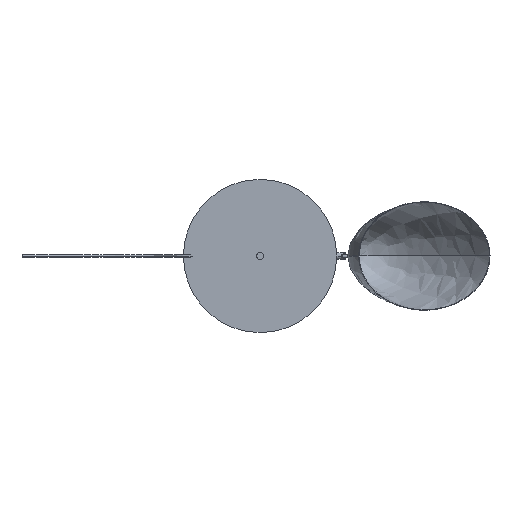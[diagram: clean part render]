
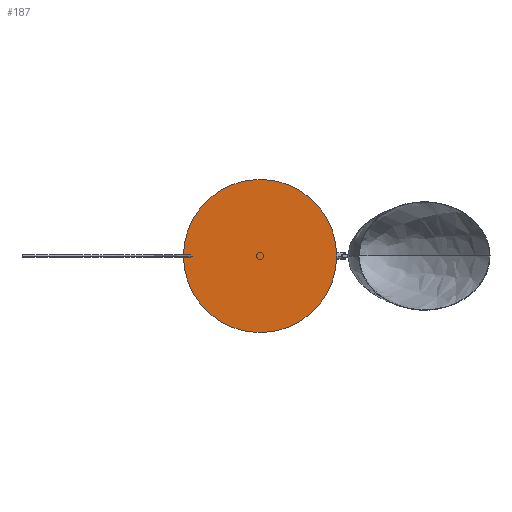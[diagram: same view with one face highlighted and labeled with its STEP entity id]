
A CAD part, front view. The second image highlights one B-rep face of the part: STEP entity #187.
In plain terms, the highlighted planar face has unit normal (0, -1, 0).
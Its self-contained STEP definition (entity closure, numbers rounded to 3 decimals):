
#97 = FACE_OUTER_BOUND ( 'NONE', #641, .T. ) ;
#187 = ADVANCED_FACE ( 'NONE', ( #97 ), #1294, .F. ) ;
#471 = DIRECTION ( 'NONE',  ( 0., 1., 0. ) ) ;
#641 = EDGE_LOOP ( 'NONE', ( #1153, #3764 ) ) ;
#777 = DIRECTION ( 'NONE',  ( 0., 1., 0. ) ) ;
#994 = DIRECTION ( 'NONE',  ( 0., 0., 1. ) ) ;
#1099 = CARTESIAN_POINT ( 'NONE',  ( 0., 0., 175. ) ) ;
#1153 = ORIENTED_EDGE ( 'NONE', *, *, #3032, .F. ) ;
#1253 = VERTEX_POINT ( 'NONE', #3709 ) ;
#1280 = AXIS2_PLACEMENT_3D ( 'NONE', #2460, #3651, #994 ) ;
#1281 = CIRCLE ( 'NONE', #3440, 175. ) ;
#1294 = PLANE ( 'NONE',  #1280 ) ;
#1674 = DIRECTION ( 'NONE',  ( 0., 0., 1. ) ) ;
#1977 = DIRECTION ( 'NONE',  ( 0., 0., 1. ) ) ;
#2079 = AXIS2_PLACEMENT_3D ( 'NONE', #3134, #471, #1674 ) ;
#2460 = CARTESIAN_POINT ( 'NONE',  ( 0., 0., 0. ) ) ;
#3032 = EDGE_CURVE ( 'NONE', #1253, #3693, #3747, .T. ) ;
#3134 = CARTESIAN_POINT ( 'NONE',  ( 0., 0., 0. ) ) ;
#3440 = AXIS2_PLACEMENT_3D ( 'NONE', #3442, #777, #1977 ) ;
#3442 = CARTESIAN_POINT ( 'NONE',  ( 0., 0., 0. ) ) ;
#3651 = DIRECTION ( 'NONE',  ( 0., 1., 0. ) ) ;
#3668 = EDGE_CURVE ( 'NONE', #3693, #1253, #1281, .T. ) ;
#3693 = VERTEX_POINT ( 'NONE', #1099 ) ;
#3709 = CARTESIAN_POINT ( 'NONE',  ( 0., 0., -175. ) ) ;
#3747 = CIRCLE ( 'NONE', #2079, 175. ) ;
#3764 = ORIENTED_EDGE ( 'NONE', *, *, #3668, .F. ) ;
